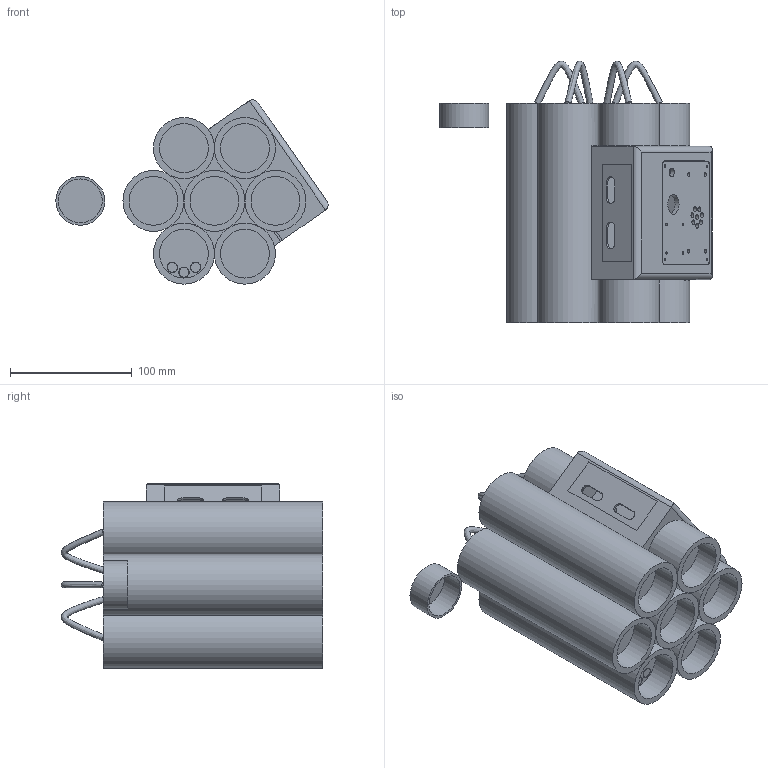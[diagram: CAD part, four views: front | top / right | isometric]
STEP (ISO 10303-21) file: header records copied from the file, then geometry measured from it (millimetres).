
FILE_DESCRIPTION(/* description */ (''),/* implementation_level */ '2;1');
FILE_NAME(/* name */ 'Battrappe v7.step',/* time_stamp */ '2023-08-30T13:32:30+02:00',/* author */ (''),/* organization */ (''),/* preprocessor_version */ 'ST-DEVELOPER v20',/* originating_system */ 'Autodesk Translation Framework v12.9.0.99',/* authorisation */ '');
FILE_SCHEMA (('AUTOMOTIVE_DESIGN { 1 0 10303 214 3 1 1 }'));
Length unit declared in the file: millimetre
Products named in the file (16): Battrappe; Nobel; Box; BoxMain; Lower; Midle; Upper; GlassFront; Box (1); LowerLid; Cabel ; SteelRod; Plug+Cable; Component11; CenterPlug; BlindPlug
Assembly tree (20 placements, depth 5):
  Battrappe
    Nobel
    Box
      BoxMain
        Lower
        Midle
        Upper
          GlassFront
          Box (1)
        LowerLid
        Cabel 
    SteelRod
    Plug+Cable  x6
      Component11
    CenterPlug
    BlindPlug
Bounding box: 223.21 x 214.44 x 151.17 mm (x, y, z)
Volume: 1590498.1 mm3; surface area: 460264.6 mm2
Topology: 24 solids, 24 shells, 389 faces, 860 edges, 526 vertices
Faces by surface type: plane 219, cylinder 164, bspline 6
Full cylindrical faces by diameter (mm): 2 x8, 3 x4, 4 x8, 5 x15, 5.4 x2, 7.2 x1, 8 x3, 8.5 x3, 11 x3, 16.2 x1, 35.4 x1, 36 x7, 39.4 x1, 40 x21
Entity records: 10847 total; most frequent: CARTESIAN_POINT 2085, DIRECTION 1855, ORIENTED_EDGE 1600, EDGE_CURVE 800, AXIS2_PLACEMENT_3D 676, LINE 503, VECTOR 503, VERTEX_POINT 486
